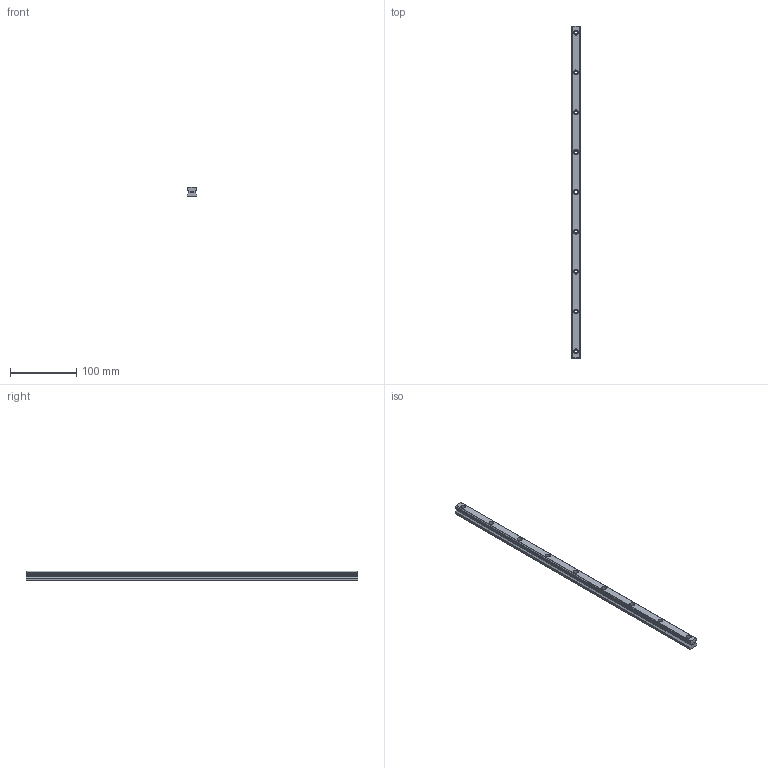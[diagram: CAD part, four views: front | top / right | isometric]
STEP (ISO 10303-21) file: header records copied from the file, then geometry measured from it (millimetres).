
FILE_DESCRIPTION(/* description */ ('PART--DESC'),/* implementation_level */ '2;1');
FILE_NAME(/* name */ 'HGR15 Rail.step',/* time_stamp */ '2025-05-28T14:04:39+10:00',/* author */ (''),/* organization */ (''),/* preprocessor_version */ 'ST-DEVELOPER v20.1',/* originating_system */ 'Autodesk Translation Framework v14.10.0.0',/* authorisation */ '');
FILE_SCHEMA (('AUTOMOTIVE_DESIGN { 1 0 10303 214 3 1 1 }'));
Length unit declared in the file: millimetre
Products named in the file (1): 2025_05_28_05_06_04_0637
Bounding box: 15 x 500 x 15 mm (x, y, z)
Volume: 90733.5 mm3; surface area: 33347.9 mm2
Topology: 1 solids, 1 shells, 142 faces, 381 edges, 254 vertices
Faces by surface type: plane 98, cylinder 44
Full cylindrical faces by diameter (mm): 4.5 x9, 7.5 x9
Entity records: 4579 total; most frequent: CARTESIAN_POINT 778, ORIENTED_EDGE 762, DIRECTION 755, EDGE_CURVE 381, LINE 293, VECTOR 293, VERTEX_POINT 254, AXIS2_PLACEMENT_3D 231
